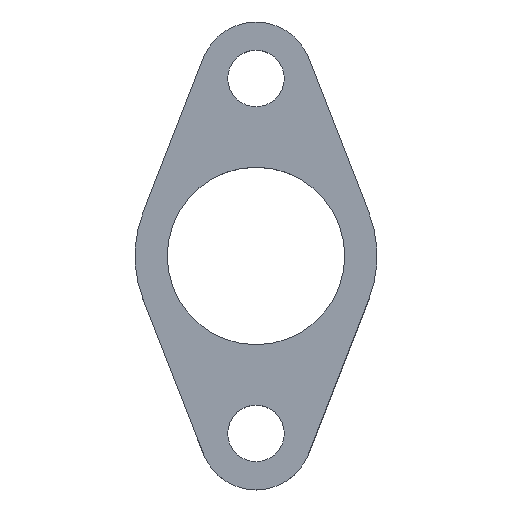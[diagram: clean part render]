
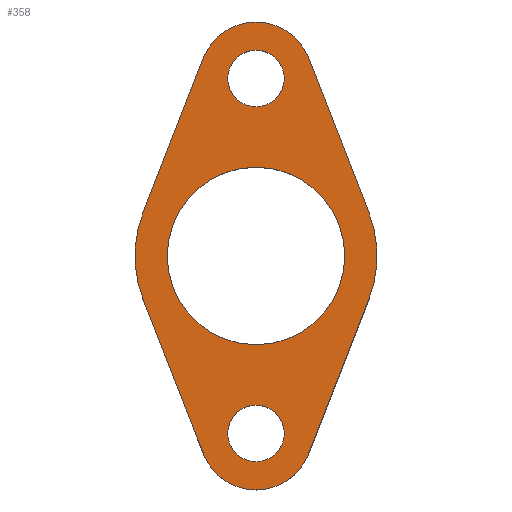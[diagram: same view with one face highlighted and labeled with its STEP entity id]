
A CAD part, top view. The second image highlights one B-rep face of the part: STEP entity #358.
In plain terms, the highlighted planar face has unit normal (0, 0, 1).
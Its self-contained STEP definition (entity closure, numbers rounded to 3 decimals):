
#83=CARTESIAN_POINT('',(-3.26,-12.273,2.5));
#84=VERTEX_POINT('',#83);
#91=CARTESIAN_POINT('',(-6.953,-2.815,2.5));
#92=VERTEX_POINT('',#91);
#93=CARTESIAN_POINT('',(-6.953,-2.815,2.5));
#94=DIRECTION('',(0.364,-0.932,0.0));
#95=VECTOR('',#94,10.153);
#96=LINE('',#93,#95);
#97=EDGE_CURVE('',#92,#84,#96,.T.);
#231=CARTESIAN_POINT('',(-6.965,-2.783,2.5));
#232=VERTEX_POINT('',#231);
#233=CARTESIAN_POINT('',(-9.294,-3.692,2.5));
#234=DIRECTION('',(0.0,0.0,1.0));
#235=DIRECTION('',(0.916,-0.402,0.0));
#236=AXIS2_PLACEMENT_3D('',#233,#234,#235);
#237=CIRCLE('',#236,2.5);
#238=EDGE_CURVE('',#92,#232,#237,.T.);
#250=CARTESIAN_POINT('',(-20.666,-8.012,2.5));
#251=DIRECTION('',(0.0,0.0,1.0));
#252=DIRECTION('',(1.0,0.0,0.0));
#253=AXIS2_PLACEMENT_3D('',#250,#251,#252);
#254=PLANE('',#253);
#255=CARTESIAN_POINT('',(3.26,-12.273,2.5));
#256=VERTEX_POINT('',#255);
#257=CARTESIAN_POINT('',(0.0,-11.0,2.5));
#258=DIRECTION('',(0.0,0.0,-1.0));
#259=DIRECTION('',(1.0,0.0,0.0));
#260=AXIS2_PLACEMENT_3D('',#257,#258,#259);
#261=CIRCLE('',#260,3.5);
#262=EDGE_CURVE('',#256,#84,#261,.T.);
#263=ORIENTED_EDGE('',*,*,#262,.F.);
#264=CARTESIAN_POINT('',(6.987,-2.727,2.5));
#265=VERTEX_POINT('',#264);
#266=CARTESIAN_POINT('',(6.987,-2.727,2.5));
#267=DIRECTION('',(-0.364,-0.932,0.0));
#268=VECTOR('',#267,10.247);
#269=LINE('',#266,#268);
#270=EDGE_CURVE('',#265,#256,#269,.T.);
#271=ORIENTED_EDGE('',*,*,#270,.F.);
#272=CARTESIAN_POINT('',(6.987,2.727,2.5));
#273=VERTEX_POINT('',#272);
#274=CARTESIAN_POINT('',(0.,0.0,2.5));
#275=DIRECTION('',(0.0,0.0,-1.0));
#276=DIRECTION('',(1.0,0.0,0.0));
#277=AXIS2_PLACEMENT_3D('',#274,#275,#276);
#278=CIRCLE('',#277,7.5);
#279=EDGE_CURVE('',#273,#265,#278,.T.);
#280=ORIENTED_EDGE('',*,*,#279,.F.);
#281=CARTESIAN_POINT('',(3.26,12.273,2.5));
#282=VERTEX_POINT('',#281);
#283=CARTESIAN_POINT('',(3.26,12.273,2.5));
#284=DIRECTION('',(0.364,-0.932,0.0));
#285=VECTOR('',#284,10.247);
#286=LINE('',#283,#285);
#287=EDGE_CURVE('',#282,#273,#286,.T.);
#288=ORIENTED_EDGE('',*,*,#287,.F.);
#289=CARTESIAN_POINT('',(-3.26,12.273,2.5));
#290=VERTEX_POINT('',#289);
#291=CARTESIAN_POINT('',(0.0,11.0,2.5));
#292=DIRECTION('',(0.0,0.0,-1.0));
#293=DIRECTION('',(1.0,0.0,0.0));
#294=AXIS2_PLACEMENT_3D('',#291,#292,#293);
#295=CIRCLE('',#294,3.5);
#296=EDGE_CURVE('',#290,#282,#295,.T.);
#297=ORIENTED_EDGE('',*,*,#296,.F.);
#298=CARTESIAN_POINT('',(-6.987,2.727,2.5));
#299=VERTEX_POINT('',#298);
#300=CARTESIAN_POINT('',(-6.987,2.727,2.5));
#301=DIRECTION('',(0.364,0.932,0.0));
#302=VECTOR('',#301,10.247);
#303=LINE('',#300,#302);
#304=EDGE_CURVE('',#299,#290,#303,.T.);
#305=ORIENTED_EDGE('',*,*,#304,.F.);
#306=CARTESIAN_POINT('',(-6.987,-2.727,2.5));
#307=VERTEX_POINT('',#306);
#308=CARTESIAN_POINT('',(0.,0.0,2.5));
#309=DIRECTION('',(0.0,0.0,1.0));
#310=DIRECTION('',(-1.0,0.0,0.0));
#311=AXIS2_PLACEMENT_3D('',#308,#309,#310);
#312=CIRCLE('',#311,7.5);
#313=EDGE_CURVE('',#299,#307,#312,.T.);
#314=ORIENTED_EDGE('',*,*,#313,.T.);
#315=CARTESIAN_POINT('',(-6.965,-2.783,2.5));
#316=DIRECTION('',(-0.364,0.932,0.0));
#317=VECTOR('',#316,0.06);
#318=LINE('',#315,#317);
#319=EDGE_CURVE('',#232,#307,#318,.T.);
#320=ORIENTED_EDGE('',*,*,#319,.F.);
#321=ORIENTED_EDGE('',*,*,#238,.F.);
#322=ORIENTED_EDGE('',*,*,#97,.T.);
#323=EDGE_LOOP('',(#263,#271,#280,#288,#297,#305,#314,#320,#321,#322));
#324=FACE_OUTER_BOUND('',#323,.T.);
#325=CARTESIAN_POINT('',(1.75,11.0,2.5));
#326=VERTEX_POINT('',#325);
#327=CARTESIAN_POINT('',(0.0,11.0,2.5));
#328=DIRECTION('',(0.0,0.0,1.0));
#329=DIRECTION('',(-1.0,0.0,0.0));
#330=AXIS2_PLACEMENT_3D('',#327,#328,#329);
#331=CIRCLE('',#330,1.75);
#332=EDGE_CURVE('',#326,#326,#331,.T.);
#333=ORIENTED_EDGE('',*,*,#332,.F.);
#334=EDGE_LOOP('',(#333));
#335=FACE_BOUND('',#334,.T.);
#336=CARTESIAN_POINT('',(1.75,-11.0,2.5));
#337=VERTEX_POINT('',#336);
#338=CARTESIAN_POINT('',(0.0,-11.0,2.5));
#339=DIRECTION('',(0.0,0.0,1.0));
#340=DIRECTION('',(-1.0,0.0,0.0));
#341=AXIS2_PLACEMENT_3D('',#338,#339,#340);
#342=CIRCLE('',#341,1.75);
#343=EDGE_CURVE('',#337,#337,#342,.T.);
#344=ORIENTED_EDGE('',*,*,#343,.F.);
#345=EDGE_LOOP('',(#344));
#346=FACE_BOUND('',#345,.T.);
#347=CARTESIAN_POINT('',(5.5,0.,2.5));
#348=VERTEX_POINT('',#347);
#349=CARTESIAN_POINT('',(0.,0.,2.5));
#350=DIRECTION('',(0.0,0.0,-1.0));
#351=DIRECTION('',(-1.0,0.0,0.0));
#352=AXIS2_PLACEMENT_3D('',#349,#350,#351);
#353=CIRCLE('',#352,5.5);
#354=EDGE_CURVE('',#348,#348,#353,.T.);
#355=ORIENTED_EDGE('',*,*,#354,.T.);
#356=EDGE_LOOP('',(#355));
#357=FACE_BOUND('',#356,.T.);
#358=ADVANCED_FACE('',(#324,#335,#346,#357),#254,.T.);
